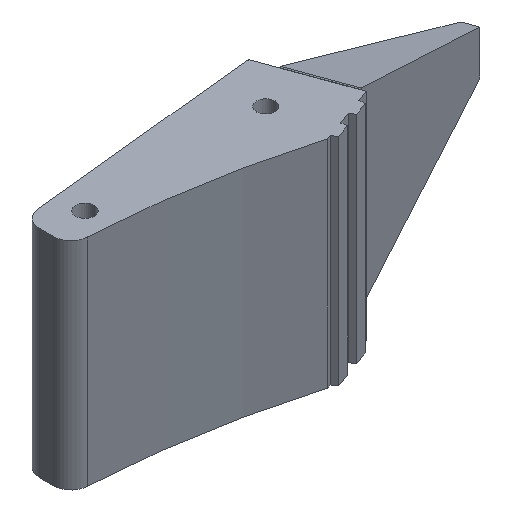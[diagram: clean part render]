
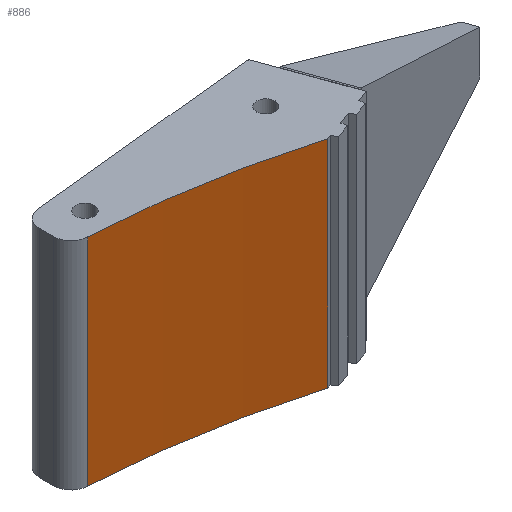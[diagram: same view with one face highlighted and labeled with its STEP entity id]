
A CAD part, isometric view. The second image highlights one B-rep face of the part: STEP entity #886.
In plain terms, the highlighted cylindrical face has radius 150 mm (diameter 300 mm), a partial arc.
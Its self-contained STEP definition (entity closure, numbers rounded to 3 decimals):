
#85 = CARTESIAN_POINT ( 'NONE',  ( -4.628, -153.929, 0. ) ) ;
#102 = CIRCLE ( 'NONE', #1158, 150. ) ;
#128 = EDGE_CURVE ( 'NONE', #786, #718, #158, .T. ) ;
#158 = LINE ( 'NONE', #1074, #292 ) ;
#172 = VERTEX_POINT ( 'NONE', #1177 ) ;
#183 = CARTESIAN_POINT ( 'NONE',  ( 2.85, -4.115, 0. ) ) ;
#196 = DIRECTION ( 'NONE',  ( 0., 0., -1. ) ) ;
#274 = ORIENTED_EDGE ( 'NONE', *, *, #128, .F. ) ;
#292 = VECTOR ( 'NONE', #360, 1000. ) ;
#360 = DIRECTION ( 'NONE',  ( 0., 0., -1. ) ) ;
#390 = CARTESIAN_POINT ( 'NONE',  ( -4.628, -153.929, 37. ) ) ;
#436 = VECTOR ( 'NONE', #670, 1000. ) ;
#439 = CARTESIAN_POINT ( 'NONE',  ( 38., -10.113, 37. ) ) ;
#450 = ORIENTED_EDGE ( 'NONE', *, *, #509, .T. ) ;
#477 = CARTESIAN_POINT ( 'NONE',  ( 2.85, -4.115, 124.974 ) ) ;
#500 = CIRCLE ( 'NONE', #541, 150. ) ;
#509 = EDGE_CURVE ( 'NONE', #172, #860, #696, .T. ) ;
#541 = AXIS2_PLACEMENT_3D ( 'NONE', #85, #196, #564 ) ;
#564 = DIRECTION ( 'NONE',  ( -1., 0., 0. ) ) ;
#575 = DIRECTION ( 'NONE',  ( 0., 0., 1. ) ) ;
#581 = CYLINDRICAL_SURFACE ( 'NONE', #661, 150. ) ;
#608 = ORIENTED_EDGE ( 'NONE', *, *, #842, .T. ) ;
#661 = AXIS2_PLACEMENT_3D ( 'NONE', #668, #771, #1275 ) ;
#668 = CARTESIAN_POINT ( 'NONE',  ( -4.628, -153.929, 124.974 ) ) ;
#670 = DIRECTION ( 'NONE',  ( 0., 0., -1. ) ) ;
#696 = LINE ( 'NONE', #477, #436 ) ;
#715 = EDGE_LOOP ( 'NONE', ( #1282, #450, #608, #274 ) ) ;
#718 = VERTEX_POINT ( 'NONE', #1032 ) ;
#771 = DIRECTION ( 'NONE',  ( 0., 0., -1. ) ) ;
#786 = VERTEX_POINT ( 'NONE', #439 ) ;
#842 = EDGE_CURVE ( 'NONE', #860, #718, #500, .T. ) ;
#860 = VERTEX_POINT ( 'NONE', #183 ) ;
#886 = ADVANCED_FACE ( 'NONE', ( #1064 ), #581, .F. ) ;
#902 = EDGE_CURVE ( 'NONE', #786, #172, #102, .T. ) ;
#975 = DIRECTION ( 'NONE',  ( -1., 0., 0. ) ) ;
#1032 = CARTESIAN_POINT ( 'NONE',  ( 38., -10.113, 0. ) ) ;
#1064 = FACE_OUTER_BOUND ( 'NONE', #715, .T. ) ;
#1074 = CARTESIAN_POINT ( 'NONE',  ( 38., -10.113, 124.974 ) ) ;
#1158 = AXIS2_PLACEMENT_3D ( 'NONE', #390, #575, #975 ) ;
#1177 = CARTESIAN_POINT ( 'NONE',  ( 2.85, -4.115, 37. ) ) ;
#1275 = DIRECTION ( 'NONE',  ( -1., 0., 0. ) ) ;
#1282 = ORIENTED_EDGE ( 'NONE', *, *, #902, .T. ) ;
